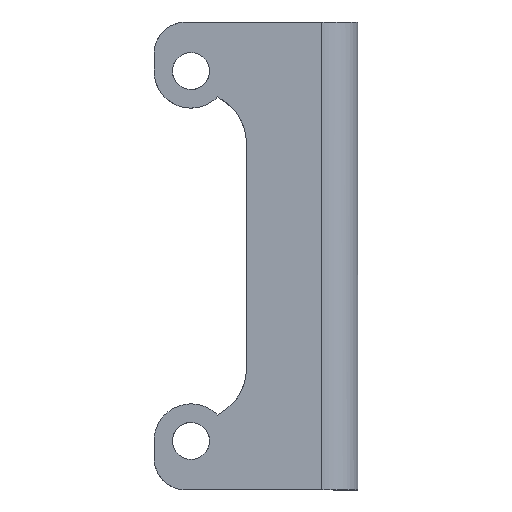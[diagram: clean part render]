
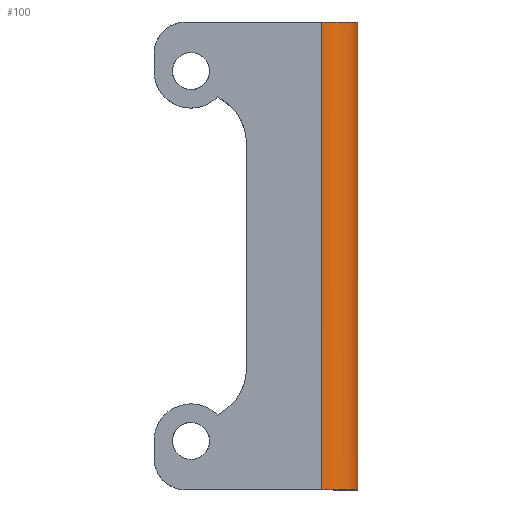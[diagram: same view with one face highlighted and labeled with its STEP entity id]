
A CAD part, front view. The second image highlights one B-rep face of the part: STEP entity #100.
In plain terms, the highlighted cylindrical face has radius 2.25 mm (diameter 4.5 mm), a partial arc.
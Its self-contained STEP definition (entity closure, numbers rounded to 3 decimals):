
#100=ADVANCED_FACE('',(#169),#1194,.T.);
#169=FACE_OUTER_BOUND('',#251,.T.);
#251=EDGE_LOOP('',(#560,#561,#562,#563));
#560=ORIENTED_EDGE('',*,*,#791,.F.);
#561=ORIENTED_EDGE('',*,*,#790,.F.);
#562=ORIENTED_EDGE('',*,*,#718,.T.);
#563=ORIENTED_EDGE('',*,*,#774,.F.);
#718=EDGE_CURVE('',#1090,#1092,#978,.T.);
#774=EDGE_CURVE('',#1118,#1092,#917,.T.);
#790=EDGE_CURVE('',#1090,#1053,#932,.T.);
#791=EDGE_CURVE('',#1053,#1118,#1000,.T.);
#917=B_SPLINE_CURVE_WITH_KNOTS('',1,(#3456,#3457),.UNSPECIFIED.,.F.,.F.,
(2,2),(0.,29.106),.UNSPECIFIED.);
#932=B_SPLINE_CURVE_WITH_KNOTS('',1,(#3631,#3632),.UNSPECIFIED.,.F.,.F.,
(2,2),(0.,29.106),.UNSPECIFIED.);
#978=(
BOUNDED_CURVE()
B_SPLINE_CURVE(2,(#2875,#2876,#2877,#2878,#2879),.UNSPECIFIED.,.F.,.F.)
B_SPLINE_CURVE_WITH_KNOTS((3,2,3),(-3.534,-1.767,0.),
 .UNSPECIFIED.)
CURVE()
GEOMETRIC_REPRESENTATION_ITEM()
RATIONAL_B_SPLINE_CURVE((1.,0.924,1.,0.924,1.))
REPRESENTATION_ITEM('')
);
#1000=(
BOUNDED_CURVE()
B_SPLINE_CURVE(2,(#3633,#3634,#3635),.UNSPECIFIED.,.F.,.F.)
B_SPLINE_CURVE_WITH_KNOTS((3,3),(-3.534,0.),.UNSPECIFIED.)
CURVE()
GEOMETRIC_REPRESENTATION_ITEM()
RATIONAL_B_SPLINE_CURVE((1.,0.707,1.))
REPRESENTATION_ITEM('')
);
#1053=VERTEX_POINT('',#2473);
#1090=VERTEX_POINT('',#2510);
#1092=VERTEX_POINT('',#2512);
#1118=VERTEX_POINT('',#2538);
#1194=CYLINDRICAL_SURFACE('',#1328,2.25);
#1328=AXIS2_PLACEMENT_3D('',#2424,#1380,$);
#1380=DIRECTION('',(0.,0.,1.));
#2424=CARTESIAN_POINT('',(5.346,-230.6,280.726));
#2473=CARTESIAN_POINT('',(7.596,-230.6,266.173));
#2510=CARTESIAN_POINT('',(7.596,-230.6,295.279));
#2512=CARTESIAN_POINT('',(5.346,-232.85,295.279));
#2538=CARTESIAN_POINT('',(5.346,-232.85,266.173));
#2875=CARTESIAN_POINT('',(7.596,-230.6,295.279));
#2876=CARTESIAN_POINT('',(7.596,-231.532,295.279));
#2877=CARTESIAN_POINT('',(6.937,-232.191,295.279));
#2878=CARTESIAN_POINT('',(6.278,-232.85,295.279));
#2879=CARTESIAN_POINT('',(5.346,-232.85,295.279));
#3456=CARTESIAN_POINT('',(5.346,-232.85,266.173));
#3457=CARTESIAN_POINT('',(5.346,-232.85,295.279));
#3631=CARTESIAN_POINT('',(7.596,-230.6,295.279));
#3632=CARTESIAN_POINT('',(7.596,-230.6,266.173));
#3633=CARTESIAN_POINT('',(7.596,-230.6,266.173));
#3634=CARTESIAN_POINT('',(7.596,-232.85,266.173));
#3635=CARTESIAN_POINT('',(5.346,-232.85,266.173));
